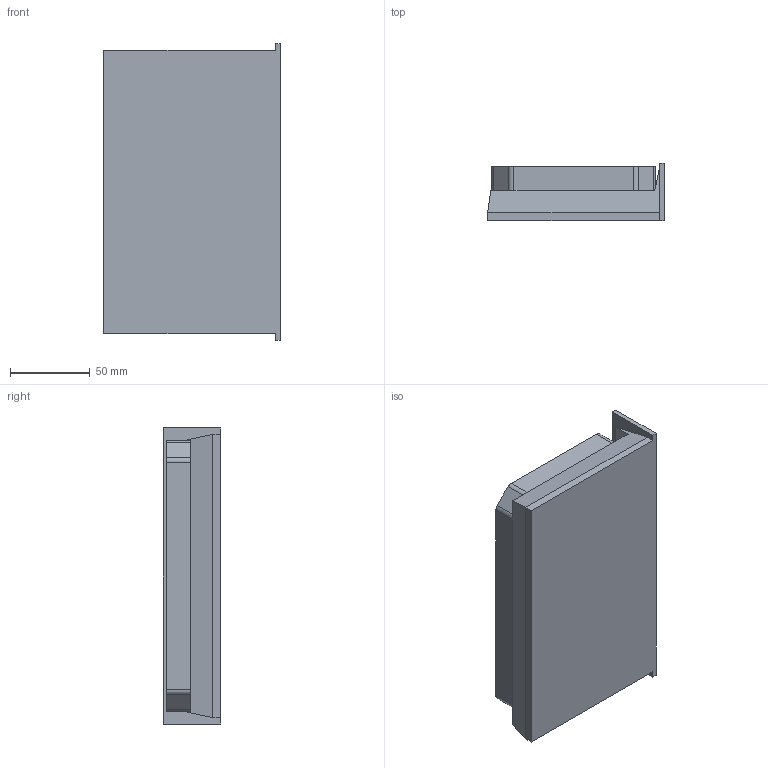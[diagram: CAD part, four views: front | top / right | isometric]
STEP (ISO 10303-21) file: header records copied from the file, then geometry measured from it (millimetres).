
FILE_DESCRIPTION (( 'STEP AP203' ), '1' );
FILE_NAME ('iFixit Set.STEP', '2023-02-22T16:48:22', ( '' ), ( '' ), 'SwSTEP 2.0', 'SolidWorks 2018', '' );
FILE_SCHEMA (( 'CONFIG_CONTROL_DESIGN' ));
Length unit declared in the file: millimetre
Products named in the file (1): iFixit Set
Bounding box: 111 x 36 x 186 mm (x, y, z)
Volume: 638857.2 mm3; surface area: 113752 mm2
Topology: 2 solids, 2 shells, 50 faces, 137 edges, 91 vertices
Faces by surface type: plane 33, cylinder 17
Full cylindrical faces by diameter (mm): 4 x1
Entity records: 1652 total; most frequent: CARTESIAN_POINT 282, ORIENTED_EDGE 270, DIRECTION 269, EDGE_CURVE 135, LINE 99, VECTOR 99, VERTEX_POINT 90, AXIS2_PLACEMENT_3D 85
